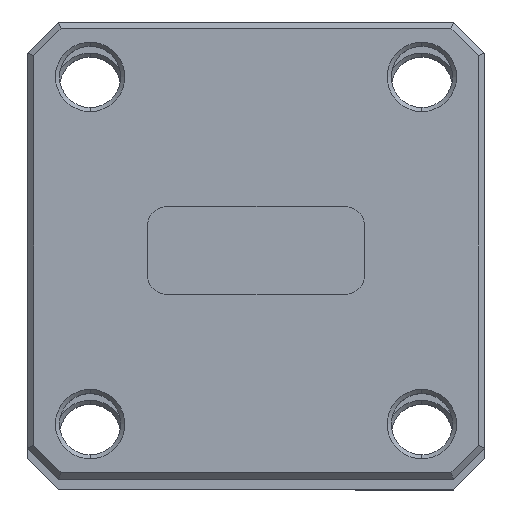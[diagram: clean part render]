
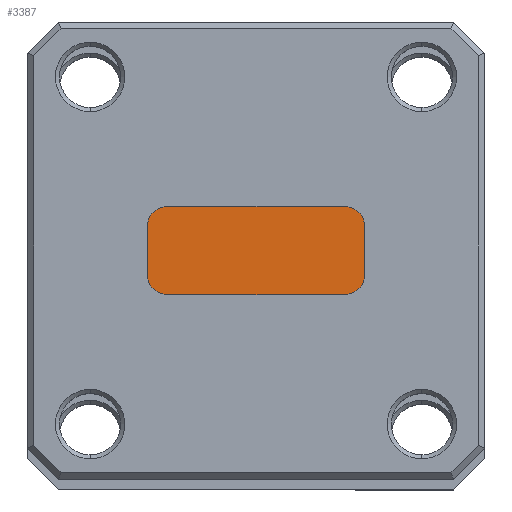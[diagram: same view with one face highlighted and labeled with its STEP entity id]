
A CAD part, top view. The second image highlights one B-rep face of the part: STEP entity #3387.
In plain terms, the highlighted planar face has unit normal (0, 0, 1).
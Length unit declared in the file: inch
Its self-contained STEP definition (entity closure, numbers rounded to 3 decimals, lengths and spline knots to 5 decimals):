
#44 = DIRECTION ( 'NONE',  ( 0., -1., 0. ) ) ;
#62 = VERTEX_POINT ( 'NONE', #1169 ) ;
#87 = CIRCLE ( 'NONE', #401, 0.03937 ) ;
#120 = ORIENTED_EDGE ( 'NONE', *, *, #1117, .F. ) ;
#204 = CARTESIAN_POINT ( 'NONE',  ( -0.17325, -0.03422, 5.98819 ) ) ;
#263 = EDGE_LOOP ( 'NONE', ( #1153, #466, #4500, #508, #2867, #120, #5569, #560 ) ) ;
#356 = VECTOR ( 'NONE', #4360, 39.37008 ) ;
#401 = AXIS2_PLACEMENT_3D ( 'NONE', #5562, #2802, #44 ) ;
#456 = CIRCLE ( 'NONE', #2850, 0.03937 ) ;
#466 = ORIENTED_EDGE ( 'NONE', *, *, #2846, .F. ) ;
#508 = ORIENTED_EDGE ( 'NONE', *, *, #4403, .F. ) ;
#560 = ORIENTED_EDGE ( 'NONE', *, *, #3108, .T. ) ;
#669 = DIRECTION ( 'NONE',  ( 0., -1., 0. ) ) ;
#730 = VECTOR ( 'NONE', #1278, 39.37008 ) ;
#1117 = EDGE_CURVE ( 'Defeatured_0_105+Defeatured_0_101+Defeatured_0_104+Defeatured_0_106', #3070, #2934, #87, .T. ) ;
#1125 = CARTESIAN_POINT ( 'NONE',  ( 0.16808, 0.09649, 5.98819 ) ) ;
#1136 = DIRECTION ( 'NONE',  ( 0., -1., 0. ) ) ;
#1153 = ORIENTED_EDGE ( 'NONE', *, *, #5839, .T. ) ;
#1169 = CARTESIAN_POINT ( 'NONE',  ( -0.21262, -0.03422, 5.98819 ) ) ;
#1247 = EDGE_CURVE ( 'Defeatured_0_101+Defeatured_0_106+Defeatured_0_107+Defeatured_0_105', #2682, #2934, #2251, .T. ) ;
#1278 = DIRECTION ( 'NONE',  ( -1., 0., 0. ) ) ;
#1341 = LINE ( 'NONE', #2037, #4895 ) ;
#1367 = DIRECTION ( 'NONE',  ( 0., 0., -1. ) ) ;
#1630 = PLANE ( 'NONE',  #4917 ) ;
#1654 = VERTEX_POINT ( 'NONE', #5858 ) ;
#1716 = FACE_OUTER_BOUND ( 'NONE', #263, .T. ) ;
#1967 = DIRECTION ( 'NONE',  ( 0., 0., -1. ) ) ;
#2037 = CARTESIAN_POINT ( 'NONE',  ( -0.21262, -0.07359, 5.98819 ) ) ;
#2100 = DIRECTION ( 'NONE',  ( 0., 0., 1. ) ) ;
#2251 = LINE ( 'NONE', #4049, #730 ) ;
#2315 = VERTEX_POINT ( 'NONE', #5394 ) ;
#2343 = AXIS2_PLACEMENT_3D ( 'NONE', #4760, #1967, #5217 ) ;
#2446 = CARTESIAN_POINT ( 'NONE',  ( -0.21262, 0.05712, 5.98819 ) ) ;
#2519 = DIRECTION ( 'NONE',  ( 1., 0., 0. ) ) ;
#2654 = AXIS2_PLACEMENT_3D ( 'NONE', #4153, #1367, #4620 ) ;
#2682 = VERTEX_POINT ( 'NONE', #1125 ) ;
#2696 = VERTEX_POINT ( 'NONE', #3400 ) ;
#2802 = DIRECTION ( 'NONE',  ( 0., 0., -1. ) ) ;
#2846 = EDGE_CURVE ( 'Defeatured_0_109+Defeatured_0_101+Defeatured_0_108+Defeatured_0_102', #2696, #5595, #5017, .T. ) ;
#2850 = AXIS2_PLACEMENT_3D ( 'NONE', #204, #3437, #669 ) ;
#2867 = ORIENTED_EDGE ( 'NONE', *, *, #1247, .T. ) ;
#2911 = EDGE_CURVE ( 'Defeatured_0_101+Defeatured_0_104+Defeatured_0_105+Defeatured_0_103', #3070, #62, #3493, .T. ) ;
#2934 = VERTEX_POINT ( 'NONE', #3015 ) ;
#2993 = CARTESIAN_POINT ( 'NONE',  ( -0.21262, 0.09649, 5.98819 ) ) ;
#3015 = CARTESIAN_POINT ( 'NONE',  ( -0.17325, 0.09649, 5.98819 ) ) ;
#3070 = VERTEX_POINT ( 'NONE', #2446 ) ;
#3093 = LINE ( 'NONE', #3888, #356 ) ;
#3108 = EDGE_CURVE ( 'Defeatured_0_101+Defeatured_0_103+Defeatured_0_104+Defeatured_0_102', #62, #1654, #456, .T. ) ;
#3387 = ADVANCED_FACE ( 'Defeatured_0_101', ( #1716 ), #1630, .T. ) ;
#3400 = CARTESIAN_POINT ( 'NONE',  ( 0.20745, -0.03422, 5.98819 ) ) ;
#3437 = DIRECTION ( 'NONE',  ( 0., 0., 1. ) ) ;
#3493 = LINE ( 'NONE', #2993, #5938 ) ;
#3888 = CARTESIAN_POINT ( 'NONE',  ( 0.20745, 0.09649, 5.98819 ) ) ;
#3978 = EDGE_CURVE ( 'Defeatured_0_101+Defeatured_0_108+Defeatured_0_109+Defeatured_0_107', #2696, #2315, #3093, .T. ) ;
#4049 = CARTESIAN_POINT ( 'NONE',  ( -0.21262, 0.09649, 5.98819 ) ) ;
#4153 = CARTESIAN_POINT ( 'NONE',  ( 0.16808, 0.05712, 5.98819 ) ) ;
#4360 = DIRECTION ( 'NONE',  ( 0., 1., 0. ) ) ;
#4403 = EDGE_CURVE ( 'Defeatured_0_107+Defeatured_0_101+Defeatured_0_106+Defeatured_0_108', #2682, #2315, #5305, .T. ) ;
#4500 = ORIENTED_EDGE ( 'NONE', *, *, #3978, .T. ) ;
#4620 = DIRECTION ( 'NONE',  ( 0., -1., 0. ) ) ;
#4667 = CARTESIAN_POINT ( 'NONE',  ( 0.16808, -0.07359, 5.98819 ) ) ;
#4760 = CARTESIAN_POINT ( 'NONE',  ( 0.16808, -0.03422, 5.98819 ) ) ;
#4893 = CARTESIAN_POINT ( 'NONE',  ( 0.16808, -0.03422, 5.98819 ) ) ;
#4895 = VECTOR ( 'NONE', #2519, 39.37008 ) ;
#4917 = AXIS2_PLACEMENT_3D ( 'NONE', #4893, #2100, #5343 ) ;
#5017 = CIRCLE ( 'NONE', #2343, 0.03937 ) ;
#5217 = DIRECTION ( 'NONE',  ( 0., -1., 0. ) ) ;
#5305 = CIRCLE ( 'NONE', #2654, 0.03937 ) ;
#5343 = DIRECTION ( 'NONE',  ( 1., 0., 0. ) ) ;
#5394 = CARTESIAN_POINT ( 'NONE',  ( 0.20745, 0.05712, 5.98819 ) ) ;
#5562 = CARTESIAN_POINT ( 'NONE',  ( -0.17325, 0.05712, 5.98819 ) ) ;
#5569 = ORIENTED_EDGE ( 'NONE', *, *, #2911, .T. ) ;
#5595 = VERTEX_POINT ( 'NONE', #4667 ) ;
#5839 = EDGE_CURVE ( 'Defeatured_0_101+Defeatured_0_102+Defeatured_0_103+Defeatured_0_109', #1654, #5595, #1341, .T. ) ;
#5858 = CARTESIAN_POINT ( 'NONE',  ( -0.17325, -0.07359, 5.98819 ) ) ;
#5938 = VECTOR ( 'NONE', #1136, 39.37008 ) ;
